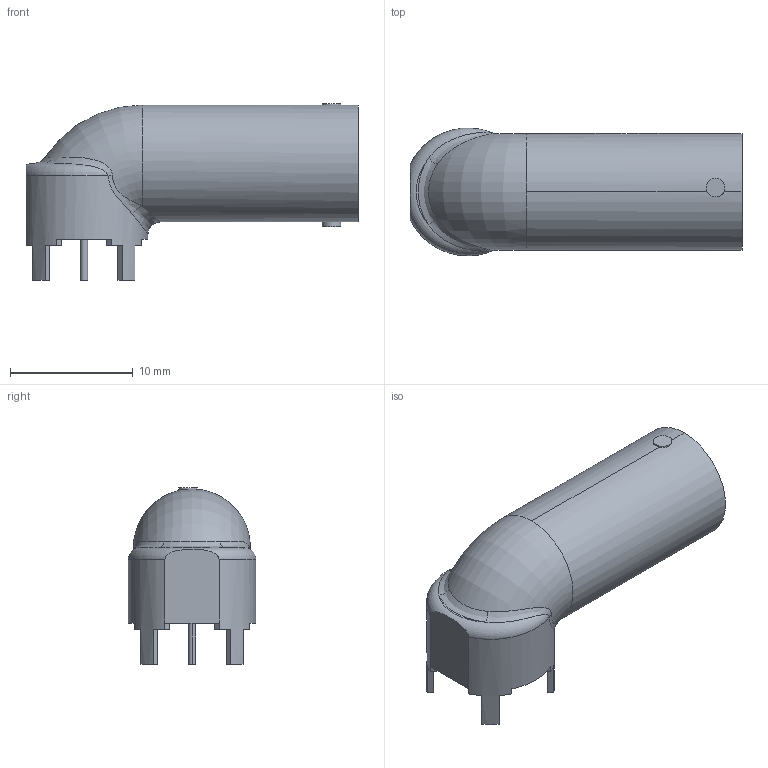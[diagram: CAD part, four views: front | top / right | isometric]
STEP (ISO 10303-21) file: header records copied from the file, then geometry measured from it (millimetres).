
FILE_DESCRIPTION (( 'STEP AP214' ), '1' );
FILE_NAME ('BNC-TH_DOSIN-801-0051.step', '2022-06-20T10:40:02', ( '' ), ( '' ), 'SwSTEP 2.0', 'SolidWorks 2020', '' );
FILE_SCHEMA (( 'AUTOMOTIVE_DESIGN' ));
Length unit declared in the file: millimetre
Products named in the file (1): BNC-TH_DOSIN-801-0051
Bounding box: 27.01 x 10.4 x 14.35 mm (x, y, z)
Volume: 1085.3 mm3; surface area: 1443.6 mm2
Topology: 1 solids, 1 shells, 357 faces, 987 edges, 656 vertices
Faces by surface type: plane 152, bspline 151, cylinder 50, cone 2, torus 2
Entity records: 16929 total; most frequent: CARTESIAN_POINT 6609, ORIENTED_EDGE 1974, DIRECTION 1052, EDGE_CURVE 987, VERTEX_POINT 656, B_SPLINE_CURVE_WITH_KNOTS 513, EDGE_LOOP 381, AXIS2_PLACEMENT_3D 371
